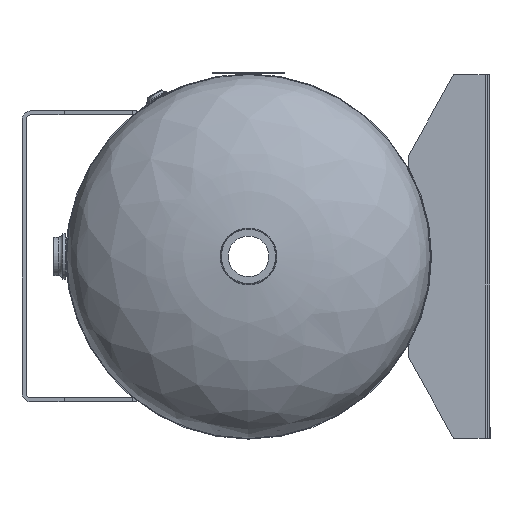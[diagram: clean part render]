
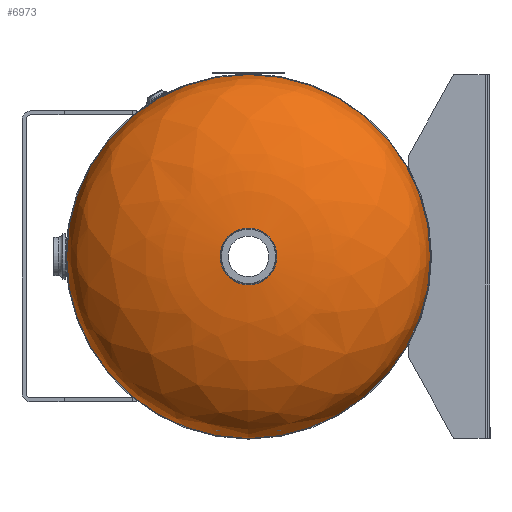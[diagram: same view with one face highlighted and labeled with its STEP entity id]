
A CAD part, left-side view. The second image highlights one B-rep face of the part: STEP entity #6973.
In plain terms, the highlighted free-form (B-spline) face has degree [2, 2] with [3, 9] control points.
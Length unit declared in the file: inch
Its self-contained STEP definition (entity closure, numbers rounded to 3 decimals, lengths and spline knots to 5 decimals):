
#123=ELLIPSE('',#7519,10.,5.062);
#127=(
BOUNDED_SURFACE()
B_SPLINE_SURFACE(2,2,((#10739,#10740,#10741,#10742,#10743,#10744,#10745,
#10746,#10747),(#10748,#10749,#10750,#10751,#10752,#10753,#10754,#10755,
#10756),(#10757,#10758,#10759,#10760,#10761,#10762,#10763,#10764,#10765)),
 .UNSPECIFIED.,.F.,.T.,.F.)
B_SPLINE_SURFACE_WITH_KNOTS((3,3),(3,2,2,2,3),(0.,1.5708),(0.,
1.5708,3.14159,4.71239,6.28319),
 .UNSPECIFIED.)
GEOMETRIC_REPRESENTATION_ITEM()
RATIONAL_B_SPLINE_SURFACE(((1.,0.707,1.,0.707,1.,
0.707,1.,0.707,1.),(0.707,0.5,0.707,
0.5,0.707,0.5,0.707,0.5,0.707),(1.,
0.707,1.,0.707,1.,0.707,1.,0.707,
1.)))
REPRESENTATION_ITEM('')
SURFACE()
);
#243=CIRCLE('',#7495,1.34375);
#254=CIRCLE('',#7514,10.);
#2302=FACE_OUTER_BOUND('',#2752,.T.);
#2752=EDGE_LOOP('',(#5050,#5051,#5052,#5053));
#3334=VERTEX_POINT('',#10701);
#3345=VERTEX_POINT('',#10731);
#4018=EDGE_CURVE('',#3334,#3334,#243,.T.);
#4029=EDGE_CURVE('',#3345,#3345,#254,.T.);
#4032=EDGE_CURVE('',#3334,#3345,#123,.T.);
#5050=ORIENTED_EDGE('',*,*,#4018,.T.);
#5051=ORIENTED_EDGE('',*,*,#4032,.T.);
#5052=ORIENTED_EDGE('',*,*,#4029,.F.);
#5053=ORIENTED_EDGE('',*,*,#4032,.F.);
#6973=ADVANCED_FACE('',(#2302),#127,.T.);
#7495=AXIS2_PLACEMENT_3D('',#10702,#8100,#8101);
#7514=AXIS2_PLACEMENT_3D('',#10732,#8138,#8139);
#7519=AXIS2_PLACEMENT_3D('',#10766,#8148,#8149);
#8100=DIRECTION('center_axis',(0.,-1.,0.));
#8101=DIRECTION('ref_axis',(0.809,0.,-0.588));
#8138=DIRECTION('center_axis',(0.,-1.,0.));
#8139=DIRECTION('ref_axis',(1.,0.,0.));
#8148=DIRECTION('center_axis',(0.,0.,-1.));
#8149=DIRECTION('ref_axis',(1.,0.,0.));
#10701=CARTESIAN_POINT('',(1.34375,5.01609,0.));
#10702=CARTESIAN_POINT('Origin',(0.,5.01609,
0.));
#10731=CARTESIAN_POINT('',(10.,0.,0.));
#10732=CARTESIAN_POINT('Origin',(0.,0.,0.));
#10739=CARTESIAN_POINT('Ctrl Pts',(10.,0.,0.));
#10740=CARTESIAN_POINT('Ctrl Pts',(10.,0.,10.));
#10741=CARTESIAN_POINT('Ctrl Pts',(0.,0.,10.));
#10742=CARTESIAN_POINT('Ctrl Pts',(-10.,0.,10.));
#10743=CARTESIAN_POINT('Ctrl Pts',(-10.,0.,0.));
#10744=CARTESIAN_POINT('Ctrl Pts',(-10.,0.,-10.));
#10745=CARTESIAN_POINT('Ctrl Pts',(0.,0.,-10.));
#10746=CARTESIAN_POINT('Ctrl Pts',(10.,0.,-10.));
#10747=CARTESIAN_POINT('Ctrl Pts',(10.,0.,0.));
#10748=CARTESIAN_POINT('Ctrl Pts',(10.,5.062,0.));
#10749=CARTESIAN_POINT('Ctrl Pts',(10.,5.062,10.));
#10750=CARTESIAN_POINT('Ctrl Pts',(0.,5.062,10.));
#10751=CARTESIAN_POINT('Ctrl Pts',(-10.,5.062,10.));
#10752=CARTESIAN_POINT('Ctrl Pts',(-10.,5.062,0.));
#10753=CARTESIAN_POINT('Ctrl Pts',(-10.,5.062,-10.));
#10754=CARTESIAN_POINT('Ctrl Pts',(0.,5.062,-10.));
#10755=CARTESIAN_POINT('Ctrl Pts',(10.,5.062,-10.));
#10756=CARTESIAN_POINT('Ctrl Pts',(10.,5.062,0.));
#10757=CARTESIAN_POINT('Ctrl Pts',(0.,5.062,0.));
#10758=CARTESIAN_POINT('Ctrl Pts',(0.,5.062,0.));
#10759=CARTESIAN_POINT('Ctrl Pts',(0.,5.062,0.));
#10760=CARTESIAN_POINT('Ctrl Pts',(0.,5.062,0.));
#10761=CARTESIAN_POINT('Ctrl Pts',(0.,5.062,0.));
#10762=CARTESIAN_POINT('Ctrl Pts',(0.,5.062,0.));
#10763=CARTESIAN_POINT('Ctrl Pts',(0.,5.062,0.));
#10764=CARTESIAN_POINT('Ctrl Pts',(0.,5.062,0.));
#10765=CARTESIAN_POINT('Ctrl Pts',(0.,5.062,0.));
#10766=CARTESIAN_POINT('Origin',(0.,0.,0.));
